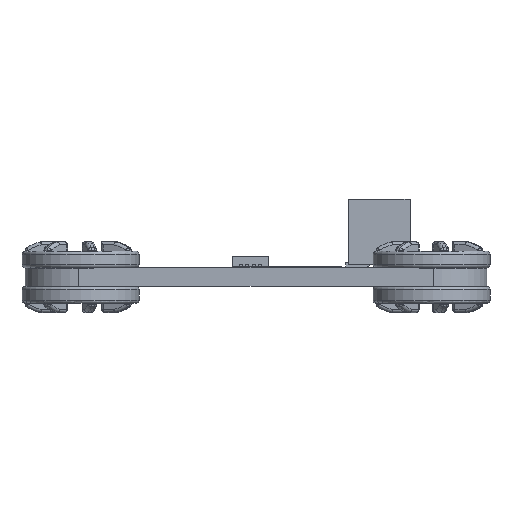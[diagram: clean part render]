
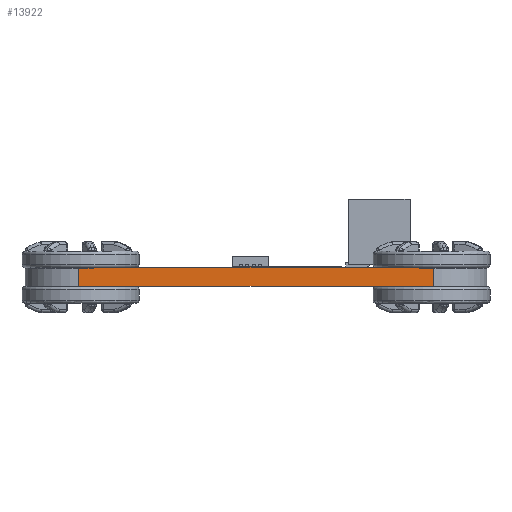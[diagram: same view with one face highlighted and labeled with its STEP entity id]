
A CAD part, left-side view. The second image highlights one B-rep face of the part: STEP entity #13922.
In plain terms, the highlighted planar face has unit normal (-1, 0, 0).
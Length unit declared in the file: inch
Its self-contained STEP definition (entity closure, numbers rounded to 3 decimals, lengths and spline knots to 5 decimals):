
#795 = EDGE_CURVE ( 'NONE', #16247, #24033, #22833, .T. ) ;
#2537 = EDGE_LOOP ( 'NONE', ( #22781, #20028, #7307, #10141 ) ) ;
#2902 = EDGE_CURVE ( 'NONE', #8738, #10896, #23589, .T. ) ;
#3010 = CARTESIAN_POINT ( 'NONE',  ( -0.75, 0.575, 0.0625 ) ) ;
#3039 = DIRECTION ( 'NONE',  ( 0., 0., -1. ) ) ;
#4653 = LINE ( 'NONE', #3010, #16327 ) ;
#7307 = ORIENTED_EDGE ( 'NONE', *, *, #2902, .T. ) ;
#8738 = VERTEX_POINT ( 'NONE', #20766 ) ;
#9201 = CARTESIAN_POINT ( 'NONE',  ( -0.75, -0.575, 0. ) ) ;
#10141 = ORIENTED_EDGE ( 'NONE', *, *, #17976, .T. ) ;
#10896 = VERTEX_POINT ( 'NONE', #9201 ) ;
#11218 = VECTOR ( 'NONE', #20137, 39.37008 ) ;
#13839 = CARTESIAN_POINT ( 'NONE',  ( -0.75, 0.575, 0.0625 ) ) ;
#13922 = ADVANCED_FACE ( 'NONE', ( #24237 ), #26009, .F. ) ;
#14445 = AXIS2_PLACEMENT_3D ( 'NONE', #26215, #16996, #3039 ) ;
#15206 = EDGE_CURVE ( 'NONE', #16247, #8738, #4653, .T. ) ;
#15613 = CARTESIAN_POINT ( 'NONE',  ( -0.75, -0.575, 0.0625 ) ) ;
#15617 = LINE ( 'NONE', #18765, #27241 ) ;
#16247 = VERTEX_POINT ( 'NONE', #13839 ) ;
#16327 = VECTOR ( 'NONE', #21733, 39.37008 ) ;
#16441 = DIRECTION ( 'NONE',  ( 0., 0., 1. ) ) ;
#16644 = VECTOR ( 'NONE', #20478, 39.37008 ) ;
#16996 = DIRECTION ( 'NONE',  ( 1., 0., 0. ) ) ;
#17786 = CARTESIAN_POINT ( 'NONE',  ( -0.75, 0.75, 0. ) ) ;
#17976 = EDGE_CURVE ( 'NONE', #10896, #24033, #15617, .T. ) ;
#18140 = CARTESIAN_POINT ( 'NONE',  ( -0.75, 0.75, 0.0625 ) ) ;
#18765 = CARTESIAN_POINT ( 'NONE',  ( -0.75, -0.575, 0.0625 ) ) ;
#20028 = ORIENTED_EDGE ( 'NONE', *, *, #15206, .T. ) ;
#20137 = DIRECTION ( 'NONE',  ( 0., -1., 0. ) ) ;
#20478 = DIRECTION ( 'NONE',  ( 0., -1., 0. ) ) ;
#20766 = CARTESIAN_POINT ( 'NONE',  ( -0.75, 0.575, 0. ) ) ;
#21733 = DIRECTION ( 'NONE',  ( 0., 0., -1. ) ) ;
#22781 = ORIENTED_EDGE ( 'NONE', *, *, #795, .F. ) ;
#22833 = LINE ( 'NONE', #18140, #16644 ) ;
#23589 = LINE ( 'NONE', #17786, #11218 ) ;
#24033 = VERTEX_POINT ( 'NONE', #15613 ) ;
#24237 = FACE_OUTER_BOUND ( 'NONE', #2537, .T. ) ;
#26009 = PLANE ( 'NONE',  #14445 ) ;
#26215 = CARTESIAN_POINT ( 'NONE',  ( -0.75, 0.75, 0.0625 ) ) ;
#27241 = VECTOR ( 'NONE', #16441, 39.37008 ) ;
